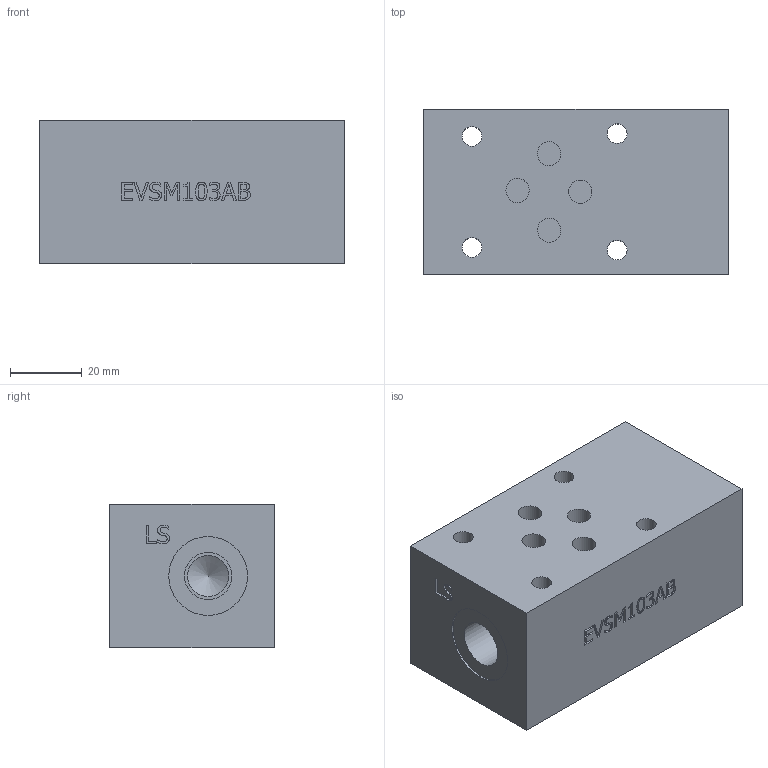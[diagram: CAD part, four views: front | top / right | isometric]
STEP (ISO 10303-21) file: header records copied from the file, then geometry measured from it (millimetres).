
FILE_DESCRIPTION(/* description */ (''),/* implementation_level */ '2;1');
FILE_NAME(/* name */ 'evsm103ab.stp',/* time_stamp */ '2016-05-10T16:47:26+02:00',/* author */ ('Lemoine2'),/* organization */ (''),/* preprocessor_version */ 'ST-DEVELOPER v16.1',/* originating_system */ 'Autodesk Inventor 2016',/* authorisation */ '');
FILE_SCHEMA (('AUTOMOTIVE_DESIGN { 1 0 10303 214 3 1 1 }'));
Length unit declared in the file: millimetre
Products named in the file (1): evsm103ab
Bounding box: 85 x 46 x 40 mm (x, y, z)
Volume: 147471.3 mm3; surface area: 22951 mm2
Topology: 1 solids, 1 shells, 224 faces, 575 edges, 384 vertices
Faces by surface type: plane 122, bspline 81, cylinder 19, cone 2
Full cylindrical faces by diameter (mm): 5.5 x4, 6.5 x5, 8.7 x1, 9.8 x1, 11.5 x1, 12 x4, 13.2 x1, 17 x1, 22 x1
Entity records: 7128 total; most frequent: CARTESIAN_POINT 2219, ORIENTED_EDGE 1096, DIRECTION 721, EDGE_CURVE 548, VERTEX_POINT 378, LINE 345, VECTOR 345, EDGE_LOOP 284
